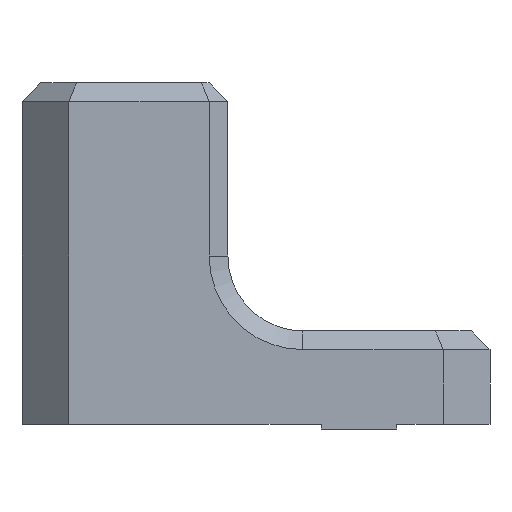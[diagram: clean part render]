
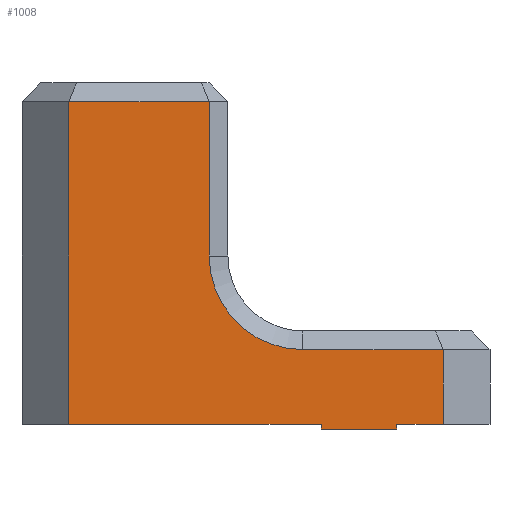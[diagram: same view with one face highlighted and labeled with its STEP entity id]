
A CAD part, left-side view. The second image highlights one B-rep face of the part: STEP entity #1008.
In plain terms, the highlighted planar face has unit normal (-1, 0, 0).
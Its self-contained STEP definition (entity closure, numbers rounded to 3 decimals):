
#187=PLANE('',#1099);
#233=FACE_OUTER_BOUND('',#286,.T.);
#286=EDGE_LOOP('',(#837,#838,#839,#840,#841,#842,#843,#844,#845,#846,#847));
#349=LINE('',#1534,#447);
#352=LINE('',#1541,#450);
#356=LINE('',#1550,#454);
#361=LINE('',#1559,#459);
#365=LINE('',#1566,#463);
#370=LINE('',#1577,#468);
#371=LINE('',#1581,#469);
#372=LINE('',#1583,#470);
#373=LINE('',#1584,#471);
#374=LINE('',#1585,#472);
#447=VECTOR('',#1251,10.);
#450=VECTOR('',#1256,10.);
#454=VECTOR('',#1262,10.);
#459=VECTOR('',#1269,10.);
#463=VECTOR('',#1275,10.);
#468=VECTOR('',#1286,10.);
#469=VECTOR('',#1289,10.);
#470=VECTOR('',#1290,10.);
#471=VECTOR('',#1291,10.);
#472=VECTOR('',#1292,10.);
#533=CIRCLE('',#1100,10.);
#575=VERTEX_POINT('',#1528);
#577=VERTEX_POINT('',#1532);
#580=VERTEX_POINT('',#1539);
#582=VERTEX_POINT('',#1546);
#584=VERTEX_POINT('',#1549);
#587=VERTEX_POINT('',#1558);
#589=VERTEX_POINT('',#1564);
#592=VERTEX_POINT('',#1576);
#593=VERTEX_POINT('',#1578);
#594=VERTEX_POINT('',#1580);
#595=VERTEX_POINT('',#1582);
#664=EDGE_CURVE('',#575,#577,#349,.T.);
#667=EDGE_CURVE('',#577,#580,#352,.T.);
#671=EDGE_CURVE('',#584,#582,#356,.T.);
#676=EDGE_CURVE('',#587,#584,#361,.T.);
#680=EDGE_CURVE('',#589,#580,#365,.T.);
#685=EDGE_CURVE('',#592,#589,#370,.T.);
#686=EDGE_CURVE('',#593,#592,#533,.T.);
#687=EDGE_CURVE('',#594,#593,#371,.T.);
#688=EDGE_CURVE('',#595,#594,#372,.T.);
#689=EDGE_CURVE('',#587,#595,#373,.T.);
#690=EDGE_CURVE('',#582,#575,#374,.T.);
#837=ORIENTED_EDGE('',*,*,#664,.T.);
#838=ORIENTED_EDGE('',*,*,#667,.T.);
#839=ORIENTED_EDGE('',*,*,#680,.F.);
#840=ORIENTED_EDGE('',*,*,#685,.F.);
#841=ORIENTED_EDGE('',*,*,#686,.F.);
#842=ORIENTED_EDGE('',*,*,#687,.F.);
#843=ORIENTED_EDGE('',*,*,#688,.F.);
#844=ORIENTED_EDGE('',*,*,#689,.F.);
#845=ORIENTED_EDGE('',*,*,#676,.T.);
#846=ORIENTED_EDGE('',*,*,#671,.T.);
#847=ORIENTED_EDGE('',*,*,#690,.T.);
#1008=ADVANCED_FACE('',(#233),#187,.T.);
#1099=AXIS2_PLACEMENT_3D('',#1575,#1284,#1285);
#1100=AXIS2_PLACEMENT_3D('',#1579,#1287,#1288);
#1251=DIRECTION('',(0.,0.,1.));
#1256=DIRECTION('',(0.,-1.,0.));
#1262=DIRECTION('',(0.,0.,-1.));
#1269=DIRECTION('',(0.,-1.,0.));
#1275=DIRECTION('',(0.,0.,-1.));
#1284=DIRECTION('center_axis',(-1.,0.,0.));
#1285=DIRECTION('ref_axis',(0.,-1.,0.));
#1286=DIRECTION('',(0.,-1.,0.));
#1287=DIRECTION('center_axis',(-1.,0.,0.));
#1288=DIRECTION('ref_axis',(0.,0.707,-0.707));
#1289=DIRECTION('',(0.,0.,-1.));
#1290=DIRECTION('',(0.,-1.,0.));
#1291=DIRECTION('',(0.,0.,1.));
#1292=DIRECTION('',(0.,-1.,0.));
#1528=CARTESIAN_POINT('',(-40.,-15.05,0.));
#1532=CARTESIAN_POINT('',(-40.,-15.05,0.5));
#1534=CARTESIAN_POINT('',(-40.,-15.05,0.));
#1539=CARTESIAN_POINT('',(-40.,-20.,0.5));
#1541=CARTESIAN_POINT('',(-40.,2.488,0.5));
#1546=CARTESIAN_POINT('',(-40.,-6.95,0.));
#1549=CARTESIAN_POINT('',(-40.,-6.95,0.5));
#1550=CARTESIAN_POINT('',(-40.,-6.95,0.));
#1558=CARTESIAN_POINT('',(-40.,20.,0.5));
#1559=CARTESIAN_POINT('',(-40.,17.013,0.5));
#1564=CARTESIAN_POINT('',(-40.,-20.,8.5));
#1566=CARTESIAN_POINT('',(-40.,-20.,0.));
#1575=CARTESIAN_POINT('Origin',(-40.,25.,0.));
#1576=CARTESIAN_POINT('',(-40.,-5.,8.5));
#1577=CARTESIAN_POINT('',(-40.,14.,8.5));
#1578=CARTESIAN_POINT('',(-40.,5.,18.5));
#1579=CARTESIAN_POINT('Origin',(-40.,-5.,18.5));
#1580=CARTESIAN_POINT('',(-40.,5.,35.));
#1581=CARTESIAN_POINT('',(-40.,5.,18.5));
#1582=CARTESIAN_POINT('',(-40.,20.,35.));
#1583=CARTESIAN_POINT('',(-40.,12.5,35.));
#1584=CARTESIAN_POINT('',(-40.,20.,0.));
#1585=CARTESIAN_POINT('',(-40.,25.,0.));
